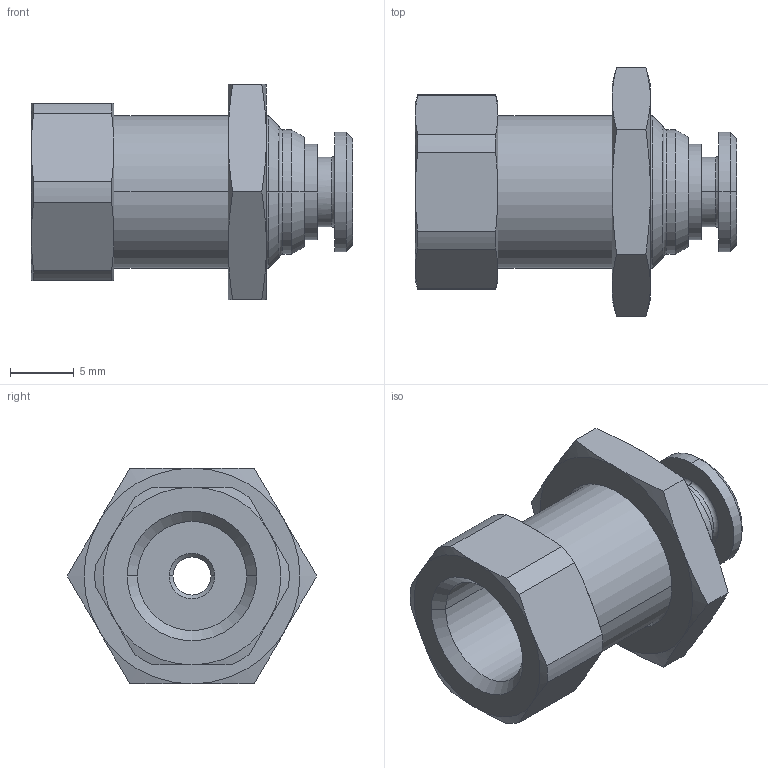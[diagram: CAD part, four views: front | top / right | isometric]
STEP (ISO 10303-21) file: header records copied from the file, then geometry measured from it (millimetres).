
FILE_DESCRIPTION((''),'2;1');
FILE_NAME('348806B_945M-4-1-8_ASM','2013-02-26T',('avs326'),(''),'PRO/ENGINEER BY PARAMETRIC TECHNOLOGY CORPORATION, 2011490','PRO/ENGINEER BY PARAMETRIC TECHNOLOGY CORPORATION, 2011490','');
FILE_SCHEMA(('CONFIG_CONTROL_DESIGN'));
Length unit declared in the file: millimetre
Products named in the file (3): 348806B_945M-4-1-8-OUM; 251703_256M-M12X1; 348806B_945M-4-1-8_ASM
Assembly tree (2 placements, depth 2):
  348806B_945M-4-1-8_ASM
    348806B_945M-4-1-8-OUM
    251703_256M-M12X1
Bounding box: 25.3 x 19.63 x 17 mm (x, y, z)
Volume: 2596.8 mm3; surface area: 2354.6 mm2
Topology: 2 solids, 2 shells, 107 faces, 246 edges, 146 vertices
Faces by surface type: cone 46, cylinder 28, plane 27, torus 6
Entity records: 3190 total; most frequent: CARTESIAN_POINT 690, DIRECTION 534, ORIENTED_EDGE 492, EDGE_CURVE 246, AXIS2_PLACEMENT_3D 228, VERTEX_POINT 146, EDGE_LOOP 118, CIRCLE 116
